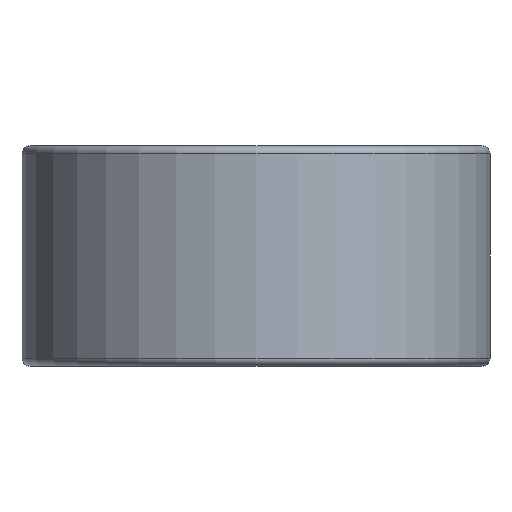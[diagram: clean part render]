
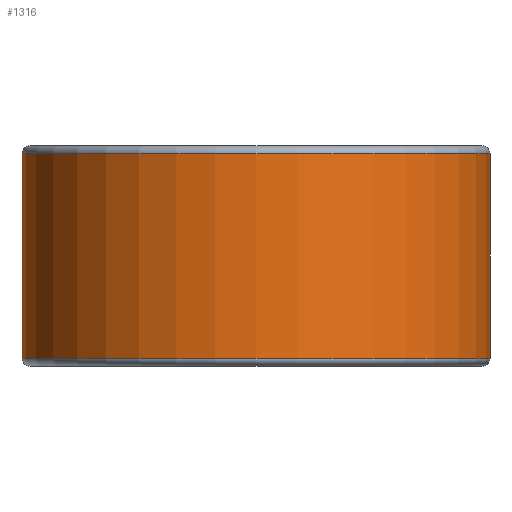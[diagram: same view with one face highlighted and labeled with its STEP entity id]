
A CAD part, front view. The second image highlights one B-rep face of the part: STEP entity #1316.
In plain terms, the highlighted cylindrical face has radius 21.819 mm (diameter 43.637 mm), a partial arc.
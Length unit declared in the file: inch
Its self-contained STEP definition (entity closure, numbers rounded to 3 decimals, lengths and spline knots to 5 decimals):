
#46 = DIRECTION ( 'NONE',  ( 1., 0., 0. ) ) ;
#71 = ORIENTED_EDGE ( 'NONE', *, *, #804, .T. ) ;
#111 = CARTESIAN_POINT ( 'NONE',  ( 0.781, -2.062, 0.375 ) ) ;
#201 = VERTEX_POINT ( 'NONE', #1501 ) ;
#225 = AXIS2_PLACEMENT_3D ( 'NONE', #1943, #1535, #1324 ) ;
#242 = VECTOR ( 'NONE', #1188, 39.37008 ) ;
#288 = EDGE_CURVE ( 'NONE', #1734, #201, #966, .T. ) ;
#319 = DIRECTION ( 'NONE',  ( 1., 0., 0. ) ) ;
#382 = CARTESIAN_POINT ( 'NONE',  ( 1.64, -2.062, 0. ) ) ;
#454 = VERTEX_POINT ( 'NONE', #1977 ) ;
#516 = VECTOR ( 'NONE', #591, 39.37008 ) ;
#522 = ORIENTED_EDGE ( 'NONE', *, *, #1697, .T. ) ;
#555 = DIRECTION ( 'NONE',  ( 0., 0., 1. ) ) ;
#591 = DIRECTION ( 'NONE',  ( 0., 0., 1. ) ) ;
#759 = ORIENTED_EDGE ( 'NONE', *, *, #288, .T. ) ;
#804 = EDGE_CURVE ( 'NONE', #1950, #1734, #1903, .T. ) ;
#966 = CIRCLE ( 'NONE', #225, 0.859 ) ;
#1004 = CARTESIAN_POINT ( 'NONE',  ( 0.781, -2.062, 0. ) ) ;
#1070 = LINE ( 'NONE', #382, #516 ) ;
#1188 = DIRECTION ( 'NONE',  ( 0., 0., -1. ) ) ;
#1246 = CARTESIAN_POINT ( 'NONE',  ( -0.078, -2.062, -0.375 ) ) ;
#1260 = EDGE_LOOP ( 'NONE', ( #759, #522, #2526, #71 ) ) ;
#1316 = ADVANCED_FACE ( 'NONE', ( #1574 ), #1608, .T. ) ;
#1324 = DIRECTION ( 'NONE',  ( 1., 0., 0. ) ) ;
#1411 = CIRCLE ( 'NONE', #2096, 0.859 ) ;
#1414 = CARTESIAN_POINT ( 'NONE',  ( -0.078, -2.062, 0.375 ) ) ;
#1501 = CARTESIAN_POINT ( 'NONE',  ( 1.64, -2.062, -0.375 ) ) ;
#1535 = DIRECTION ( 'NONE',  ( 0., 0., 1. ) ) ;
#1573 = DIRECTION ( 'NONE',  ( 0., 0., 1. ) ) ;
#1574 = FACE_OUTER_BOUND ( 'NONE', #1260, .T. ) ;
#1608 = CYLINDRICAL_SURFACE ( 'NONE', #1805, 0.859 ) ;
#1697 = EDGE_CURVE ( 'NONE', #201, #454, #1070, .T. ) ;
#1734 = VERTEX_POINT ( 'NONE', #1246 ) ;
#1805 = AXIS2_PLACEMENT_3D ( 'NONE', #1004, #555, #46 ) ;
#1903 = LINE ( 'NONE', #1414, #242 ) ;
#1943 = CARTESIAN_POINT ( 'NONE',  ( 0.781, -2.062, -0.375 ) ) ;
#1950 = VERTEX_POINT ( 'NONE', #2555 ) ;
#1977 = CARTESIAN_POINT ( 'NONE',  ( 1.64, -2.062, 0.375 ) ) ;
#2096 = AXIS2_PLACEMENT_3D ( 'NONE', #111, #1573, #319 ) ;
#2523 = EDGE_CURVE ( 'NONE', #1950, #454, #1411, .T. ) ;
#2526 = ORIENTED_EDGE ( 'NONE', *, *, #2523, .F. ) ;
#2555 = CARTESIAN_POINT ( 'NONE',  ( -0.078, -2.062, 0.375 ) ) ;
